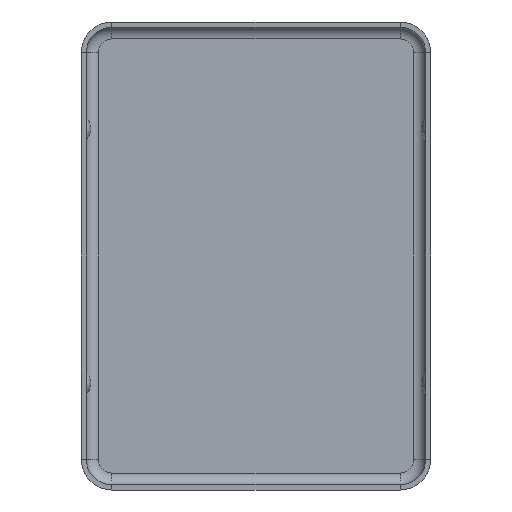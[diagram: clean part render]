
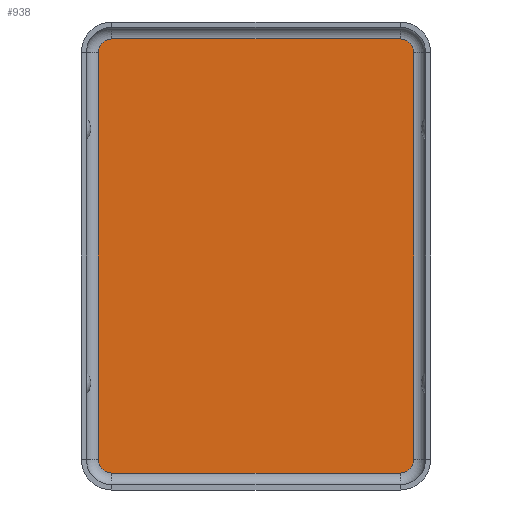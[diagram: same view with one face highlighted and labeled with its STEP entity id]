
A CAD part, front view. The second image highlights one B-rep face of the part: STEP entity #938.
In plain terms, the highlighted planar face has unit normal (0, -1, 0).
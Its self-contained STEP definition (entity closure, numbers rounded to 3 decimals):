
#7 = VECTOR ( 'NONE', #323, 1000. ) ;
#13 = AXIS2_PLACEMENT_3D ( 'NONE', #1187, #342, #713 ) ;
#112 = VERTEX_POINT ( 'NONE', #234 ) ;
#159 = CARTESIAN_POINT ( 'NONE',  ( -8.5, 0., 12. ) ) ;
#181 = AXIS2_PLACEMENT_3D ( 'NONE', #852, #230, #744 ) ;
#182 = CIRCLE ( 'NONE', #181, 0.8 ) ;
#198 = VERTEX_POINT ( 'NONE', #1349 ) ;
#216 = VECTOR ( 'NONE', #1415, 1000. ) ;
#230 = DIRECTION ( 'NONE',  ( 0., -1., 0. ) ) ;
#234 = CARTESIAN_POINT ( 'NONE',  ( 9.3, 0., 12. ) ) ;
#262 = CARTESIAN_POINT ( 'NONE',  ( -8.5, 0., 12.8 ) ) ;
#289 = DIRECTION ( 'NONE',  ( 0., 0., -1. ) ) ;
#323 = DIRECTION ( 'NONE',  ( 0., 0., -1. ) ) ;
#335 = CIRCLE ( 'NONE', #1129, 0.8 ) ;
#342 = DIRECTION ( 'NONE',  ( 0., 1., 0. ) ) ;
#407 = PLANE ( 'NONE',  #867 ) ;
#420 = DIRECTION ( 'NONE',  ( -1., 0., 0. ) ) ;
#435 = CARTESIAN_POINT ( 'NONE',  ( -8.5, 0., -12.8 ) ) ;
#442 = EDGE_CURVE ( 'NONE', #198, #600, #968, .T. ) ;
#465 = VERTEX_POINT ( 'NONE', #915 ) ;
#488 = ORIENTED_EDGE ( 'NONE', *, *, #1485, .F. ) ;
#516 = EDGE_CURVE ( 'NONE', #198, #1625, #1435, .T. ) ;
#522 = AXIS2_PLACEMENT_3D ( 'NONE', #159, #659, #779 ) ;
#582 = VECTOR ( 'NONE', #420, 1000. ) ;
#585 = LINE ( 'NONE', #1462, #7 ) ;
#600 = VERTEX_POINT ( 'NONE', #262 ) ;
#606 = EDGE_LOOP ( 'NONE', ( #672, #488, #1107, #723, #1073, #1200, #1480, #865 ) ) ;
#659 = DIRECTION ( 'NONE',  ( 0., 1., 0. ) ) ;
#672 = ORIENTED_EDGE ( 'NONE', *, *, #1479, .F. ) ;
#704 = VERTEX_POINT ( 'NONE', #1609 ) ;
#713 = DIRECTION ( 'NONE',  ( 0., 0., 1. ) ) ;
#723 = ORIENTED_EDGE ( 'NONE', *, *, #976, .T. ) ;
#744 = DIRECTION ( 'NONE',  ( 0., 0., 1. ) ) ;
#766 = DIRECTION ( 'NONE',  ( 0., -1., 0. ) ) ;
#771 = CARTESIAN_POINT ( 'NONE',  ( -9.3, 0., -12. ) ) ;
#779 = DIRECTION ( 'NONE',  ( 0., 0., -1. ) ) ;
#811 = CARTESIAN_POINT ( 'NONE',  ( 9.3, 0., -12. ) ) ;
#852 = CARTESIAN_POINT ( 'NONE',  ( -8.5, 0., -12. ) ) ;
#860 = CIRCLE ( 'NONE', #13, 0.8 ) ;
#865 = ORIENTED_EDGE ( 'NONE', *, *, #1165, .T. ) ;
#867 = AXIS2_PLACEMENT_3D ( 'NONE', #1547, #766, #289 ) ;
#915 = CARTESIAN_POINT ( 'NONE',  ( 8.5, 0., -12.8 ) ) ;
#922 = CARTESIAN_POINT ( 'NONE',  ( -9.3, 0., 0. ) ) ;
#938 = ADVANCED_FACE ( 'NONE', ( #1135 ), #407, .T. ) ;
#956 = CARTESIAN_POINT ( 'NONE',  ( 8.5, 0., 12.8 ) ) ;
#968 = CIRCLE ( 'NONE', #522, 0.8 ) ;
#976 = EDGE_CURVE ( 'NONE', #112, #704, #335, .T. ) ;
#1060 = EDGE_CURVE ( 'NONE', #112, #1115, #585, .T. ) ;
#1061 = VERTEX_POINT ( 'NONE', #435 ) ;
#1073 = ORIENTED_EDGE ( 'NONE', *, *, #1085, .T. ) ;
#1085 = EDGE_CURVE ( 'NONE', #704, #600, #1505, .T. ) ;
#1107 = ORIENTED_EDGE ( 'NONE', *, *, #1060, .F. ) ;
#1115 = VERTEX_POINT ( 'NONE', #811 ) ;
#1129 = AXIS2_PLACEMENT_3D ( 'NONE', #1427, #1167, #1283 ) ;
#1135 = FACE_OUTER_BOUND ( 'NONE', #606, .T. ) ;
#1165 = EDGE_CURVE ( 'NONE', #1625, #1061, #182, .T. ) ;
#1167 = DIRECTION ( 'NONE',  ( 0., -1., 0. ) ) ;
#1187 = CARTESIAN_POINT ( 'NONE',  ( 8.5, 0., -12. ) ) ;
#1200 = ORIENTED_EDGE ( 'NONE', *, *, #442, .F. ) ;
#1283 = DIRECTION ( 'NONE',  ( 0., 0., -1. ) ) ;
#1349 = CARTESIAN_POINT ( 'NONE',  ( -9.3, 0., 12. ) ) ;
#1415 = DIRECTION ( 'NONE',  ( 0., 0., -1. ) ) ;
#1427 = CARTESIAN_POINT ( 'NONE',  ( 8.5, 0., 12. ) ) ;
#1432 = LINE ( 'NONE', #1438, #582 ) ;
#1435 = LINE ( 'NONE', #922, #216 ) ;
#1438 = CARTESIAN_POINT ( 'NONE',  ( 8.5, 0., -12.8 ) ) ;
#1462 = CARTESIAN_POINT ( 'NONE',  ( 9.3, 0., 0. ) ) ;
#1479 = EDGE_CURVE ( 'NONE', #465, #1061, #1432, .T. ) ;
#1480 = ORIENTED_EDGE ( 'NONE', *, *, #516, .T. ) ;
#1485 = EDGE_CURVE ( 'NONE', #1115, #465, #860, .T. ) ;
#1505 = LINE ( 'NONE', #956, #1575 ) ;
#1547 = CARTESIAN_POINT ( 'NONE',  ( 8.5, 0., -12. ) ) ;
#1575 = VECTOR ( 'NONE', #1591, 1000. ) ;
#1591 = DIRECTION ( 'NONE',  ( -1., 0., 0. ) ) ;
#1609 = CARTESIAN_POINT ( 'NONE',  ( 8.5, 0., 12.8 ) ) ;
#1625 = VERTEX_POINT ( 'NONE', #771 ) ;
